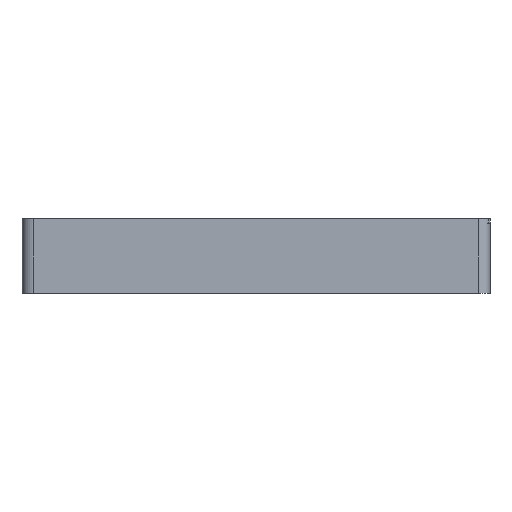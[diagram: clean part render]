
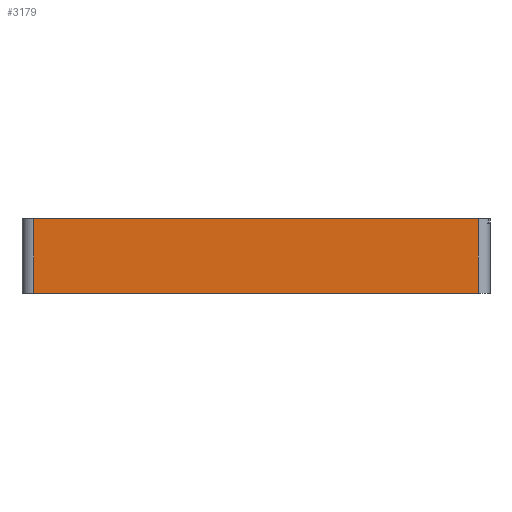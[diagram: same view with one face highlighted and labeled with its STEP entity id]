
A CAD part, left-side view. The second image highlights one B-rep face of the part: STEP entity #3179.
In plain terms, the highlighted planar face has unit normal (-1, 0, 0).
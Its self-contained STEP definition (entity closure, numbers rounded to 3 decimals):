
#406 = ORIENTED_EDGE ( 'NONE', *, *, #5698, .T. ) ;
#580 = DIRECTION ( 'NONE',  ( 0., 0., 1. ) ) ;
#1612 = ORIENTED_EDGE ( 'NONE', *, *, #7815, .T. ) ;
#1704 = DIRECTION ( 'NONE',  ( -1., 0., 0. ) ) ;
#1805 = DIRECTION ( 'NONE',  ( 0., 0., -1. ) ) ;
#2034 = VECTOR ( 'NONE', #1805, 1000. ) ;
#2802 = LINE ( 'NONE', #5337, #3575 ) ;
#2992 = PLANE ( 'NONE',  #4878 ) ;
#3077 = FACE_OUTER_BOUND ( 'NONE', #5847, .T. ) ;
#3122 = VERTEX_POINT ( 'NONE', #5324 ) ;
#3125 = LINE ( 'NONE', #3667, #7923 ) ;
#3179 = ADVANCED_FACE ( 'NONE', ( #3077 ), #2992, .T. ) ;
#3207 = CARTESIAN_POINT ( 'NONE',  ( -11.35, -9.5, 3.2 ) ) ;
#3573 = ORIENTED_EDGE ( 'NONE', *, *, #5642, .T. ) ;
#3575 = VECTOR ( 'NONE', #5044, 1000. ) ;
#3631 = LINE ( 'NONE', #8244, #2034 ) ;
#3667 = CARTESIAN_POINT ( 'NONE',  ( -11.35, -9.5, 2.8 ) ) ;
#3863 = CARTESIAN_POINT ( 'NONE',  ( -11.35, 9.5, 0. ) ) ;
#4015 = VERTEX_POINT ( 'NONE', #5952 ) ;
#4184 = VERTEX_POINT ( 'NONE', #3863 ) ;
#4370 = CARTESIAN_POINT ( 'NONE',  ( -11.35, -6.05, 2.8 ) ) ;
#4624 = DIRECTION ( 'NONE',  ( 0., 1., 0. ) ) ;
#4878 = AXIS2_PLACEMENT_3D ( 'NONE', #4370, #1704, #580 ) ;
#5044 = DIRECTION ( 'NONE',  ( 0., -1., 0. ) ) ;
#5324 = CARTESIAN_POINT ( 'NONE',  ( -11.35, 9.5, 3.2 ) ) ;
#5337 = CARTESIAN_POINT ( 'NONE',  ( -11.35, 0., 0. ) ) ;
#5432 = VECTOR ( 'NONE', #4624, 1000. ) ;
#5642 = EDGE_CURVE ( 'NONE', #4184, #4015, #2802, .T. ) ;
#5698 = EDGE_CURVE ( 'NONE', #7978, #3122, #5756, .T. ) ;
#5756 = LINE ( 'NONE', #5801, #5432 ) ;
#5801 = CARTESIAN_POINT ( 'NONE',  ( -11.35, -6.05, 3.2 ) ) ;
#5847 = EDGE_LOOP ( 'NONE', ( #1612, #406, #8144, #3573 ) ) ;
#5952 = CARTESIAN_POINT ( 'NONE',  ( -11.35, -9.5, 0. ) ) ;
#6726 = EDGE_CURVE ( 'NONE', #3122, #4184, #3631, .T. ) ;
#7466 = DIRECTION ( 'NONE',  ( 0., 0., 1. ) ) ;
#7815 = EDGE_CURVE ( 'NONE', #4015, #7978, #3125, .T. ) ;
#7923 = VECTOR ( 'NONE', #7466, 1000. ) ;
#7978 = VERTEX_POINT ( 'NONE', #3207 ) ;
#8144 = ORIENTED_EDGE ( 'NONE', *, *, #6726, .T. ) ;
#8244 = CARTESIAN_POINT ( 'NONE',  ( -11.35, 9.5, 2.8 ) ) ;
